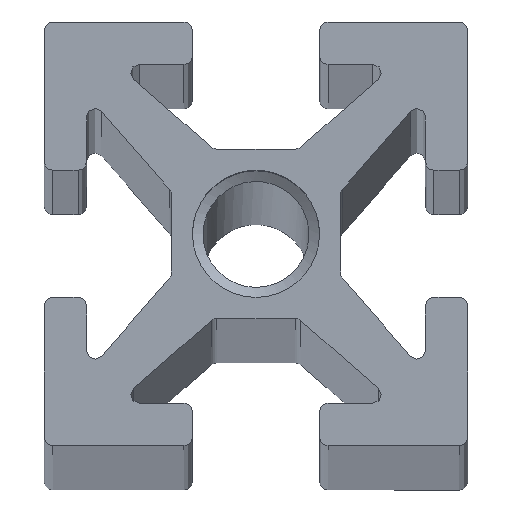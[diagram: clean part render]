
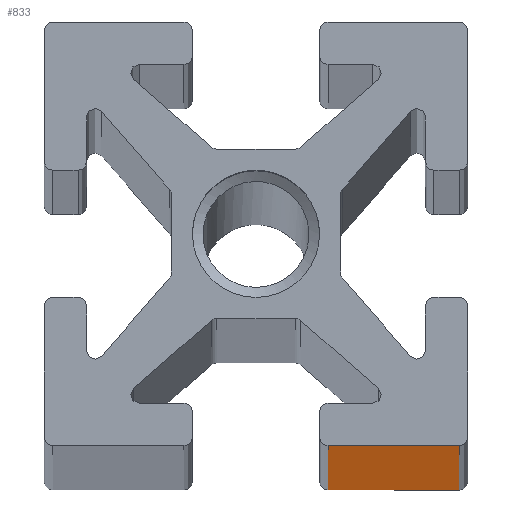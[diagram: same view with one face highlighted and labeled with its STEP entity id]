
A CAD part, top view. The second image highlights one B-rep face of the part: STEP entity #833.
In plain terms, the highlighted planar face has unit normal (0, -1, 0).
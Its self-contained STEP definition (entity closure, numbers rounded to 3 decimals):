
#775=CARTESIAN_POINT('',(4.8,-5.,600.0));
#776=VERTEX_POINT('',#775);
#784=CARTESIAN_POINT('',(4.8,-5.,0.0));
#785=VERTEX_POINT('',#784);
#786=CARTESIAN_POINT('',(4.8,-5.,0.0));
#787=DIRECTION('',(0.0,0.0,1.0));
#788=VECTOR('',#787,600.0);
#789=LINE('',#786,#788);
#790=EDGE_CURVE('',#785,#776,#789,.T.);
#803=CARTESIAN_POINT('',(4.8,-5.,0.0));
#804=DIRECTION('',(0.0,-1.0,0.0));
#805=DIRECTION('',(0.0,0.0,-1.0));
#806=AXIS2_PLACEMENT_3D('',#803,#804,#805);
#807=PLANE('',#806);
#808=CARTESIAN_POINT('',(1.7,-5.0,600.0));
#809=VERTEX_POINT('',#808);
#810=CARTESIAN_POINT('',(4.8,-5.,600.0));
#811=DIRECTION('',(-1.0,0.0,0.0));
#812=VECTOR('',#811,3.1);
#813=LINE('',#810,#812);
#814=EDGE_CURVE('',#776,#809,#813,.T.);
#815=ORIENTED_EDGE('',*,*,#814,.T.);
#816=CARTESIAN_POINT('',(1.7,-5.0,0.0));
#817=VERTEX_POINT('',#816);
#818=CARTESIAN_POINT('',(1.7,-5.0,0.0));
#819=DIRECTION('',(0.0,0.0,1.0));
#820=VECTOR('',#819,600.0);
#821=LINE('',#818,#820);
#822=EDGE_CURVE('',#817,#809,#821,.T.);
#823=ORIENTED_EDGE('',*,*,#822,.F.);
#824=CARTESIAN_POINT('',(4.8,-5.,0.0));
#825=DIRECTION('',(-1.0,0.0,0.0));
#826=VECTOR('',#825,3.1);
#827=LINE('',#824,#826);
#828=EDGE_CURVE('',#785,#817,#827,.T.);
#829=ORIENTED_EDGE('',*,*,#828,.F.);
#830=ORIENTED_EDGE('',*,*,#790,.T.);
#831=EDGE_LOOP('',(#815,#823,#829,#830));
#832=FACE_OUTER_BOUND('',#831,.T.);
#833=ADVANCED_FACE('',(#832),#807,.T.);
